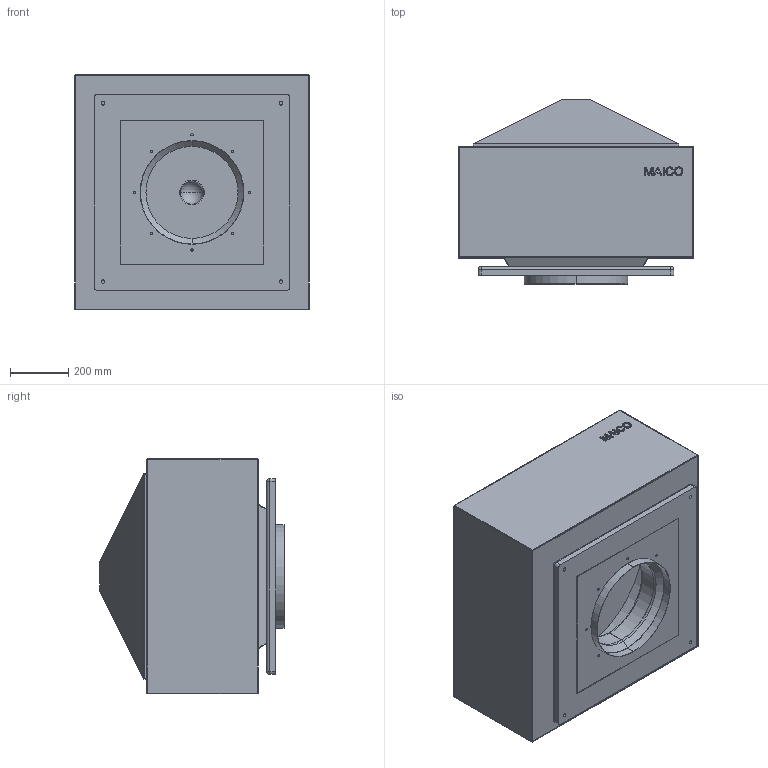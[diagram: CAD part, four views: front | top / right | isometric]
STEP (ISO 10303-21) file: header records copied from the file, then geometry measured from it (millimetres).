
FILE_DESCRIPTION (( 'STEP AP214' ), '1' );
FILE_NAME ('ERD_35-6_B.step', '2009-06-28T08:06:09', ( 'Wolfgang Schmidt' ), ( 'WS-KO' ), 'SwSTEP 2.0', 'SolidWorks 2008', '' );
FILE_SCHEMA (( 'AUTOMOTIVE_DESIGN' ));
Length unit declared in the file: millimetre
Products named in the file (1): ERD_35-6_B
Bounding box: 804 x 630 x 807 mm (x, y, z)
Volume: 17000844.6 mm3; surface area: 7743552.2 mm2
Topology: 3 solids, 3 shells, 290 faces, 710 edges, 434 vertices
Faces by surface type: plane 138, cylinder 90, bspline 36, sphere 24, cone 2
Entity records: 10647 total; most frequent: CARTESIAN_POINT 3883, ORIENTED_EDGE 1372, DIRECTION 1312, EDGE_CURVE 686, AXIS2_PLACEMENT_3D 443, VERTEX_POINT 434, VECTOR 426, LINE 426
